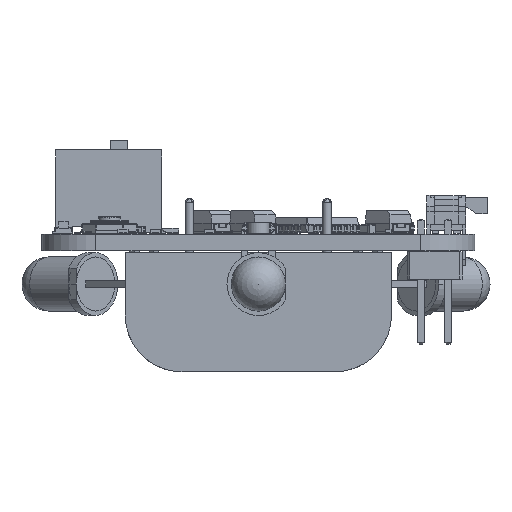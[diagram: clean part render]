
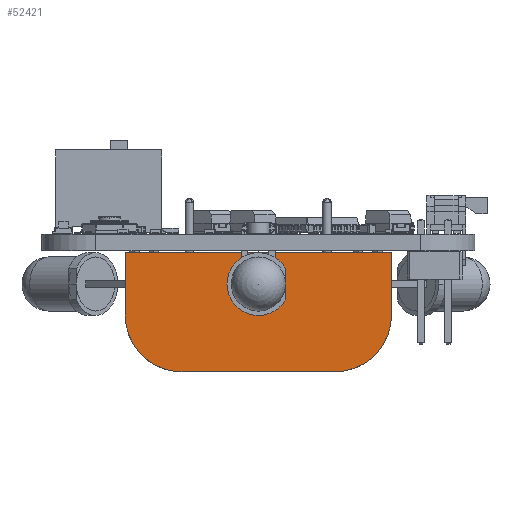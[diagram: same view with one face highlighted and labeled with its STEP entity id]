
A CAD part, front view. The second image highlights one B-rep face of the part: STEP entity #52421.
In plain terms, the highlighted face is planar.
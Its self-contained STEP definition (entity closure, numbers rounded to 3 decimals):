
#52337 = EDGE_CURVE('',#52338,#52340,#52342,.T.);
#52338 = VERTEX_POINT('',#52339);
#52339 = CARTESIAN_POINT('',(-2.6,-18.645,0.1));
#52340 = VERTEX_POINT('',#52341);
#52341 = CARTESIAN_POINT('',(-2.6,-18.645,5.85));
#52342 = LINE('',#52343,#52344);
#52343 = CARTESIAN_POINT('',(-2.6,-18.645,0.1));
#52344 = VECTOR('',#52345,1.);
#52345 = DIRECTION('',(0.,0.,1.));
#52421 = ADVANCED_FACE('',(#52422),#52465,.T.);
#52422 = FACE_BOUND('',#52423,.T.);
#52423 = EDGE_LOOP('',(#52424,#52434,#52440,#52441,#52450,#52458));
#52424 = ORIENTED_EDGE('',*,*,#52425,.F.);
#52425 = EDGE_CURVE('',#52426,#52428,#52430,.T.);
#52426 = VERTEX_POINT('',#52427);
#52427 = CARTESIAN_POINT('',(-2.6,5.945,0.1));
#52428 = VERTEX_POINT('',#52429);
#52429 = CARTESIAN_POINT('',(-2.6,5.945,5.85));
#52430 = LINE('',#52431,#52432);
#52431 = CARTESIAN_POINT('',(-2.6,5.945,0.1));
#52432 = VECTOR('',#52433,1.);
#52433 = DIRECTION('',(0.,0.,1.));
#52434 = ORIENTED_EDGE('',*,*,#52435,.T.);
#52435 = EDGE_CURVE('',#52426,#52338,#52436,.T.);
#52436 = LINE('',#52437,#52438);
#52437 = CARTESIAN_POINT('',(-2.6,5.945,0.1));
#52438 = VECTOR('',#52439,1.);
#52439 = DIRECTION('',(0.,-1.,0.));
#52440 = ORIENTED_EDGE('',*,*,#52337,.T.);
#52441 = ORIENTED_EDGE('',*,*,#52442,.F.);
#52442 = EDGE_CURVE('',#52443,#52340,#52445,.T.);
#52443 = VERTEX_POINT('',#52444);
#52444 = CARTESIAN_POINT('',(-2.6,-13.395,11.1));
#52445 = CIRCLE('',#52446,5.25);
#52446 = AXIS2_PLACEMENT_3D('',#52447,#52448,#52449);
#52447 = CARTESIAN_POINT('',(-2.6,-13.395,5.85));
#52448 = DIRECTION('',(1.,0.,0.));
#52449 = DIRECTION('',(-0.,1.,0.));
#52450 = ORIENTED_EDGE('',*,*,#52451,.T.);
#52451 = EDGE_CURVE('',#52443,#52452,#52454,.T.);
#52452 = VERTEX_POINT('',#52453);
#52453 = CARTESIAN_POINT('',(-2.6,0.695,11.1));
#52454 = LINE('',#52455,#52456);
#52455 = CARTESIAN_POINT('',(-2.6,-13.395,11.1));
#52456 = VECTOR('',#52457,1.);
#52457 = DIRECTION('',(0.,1.,0.));
#52458 = ORIENTED_EDGE('',*,*,#52459,.F.);
#52459 = EDGE_CURVE('',#52428,#52452,#52460,.T.);
#52460 = CIRCLE('',#52461,5.25);
#52461 = AXIS2_PLACEMENT_3D('',#52462,#52463,#52464);
#52462 = CARTESIAN_POINT('',(-2.6,0.695,5.85));
#52463 = DIRECTION('',(1.,0.,0.));
#52464 = DIRECTION('',(-0.,1.,0.));
#52465 = PLANE('',#52466);
#52466 = AXIS2_PLACEMENT_3D('',#52467,#52468,#52469);
#52467 = CARTESIAN_POINT('',(-2.6,-6.35,5.14));
#52468 = DIRECTION('',(-1.,0.,0.));
#52469 = DIRECTION('',(0.,0.,-1.));
